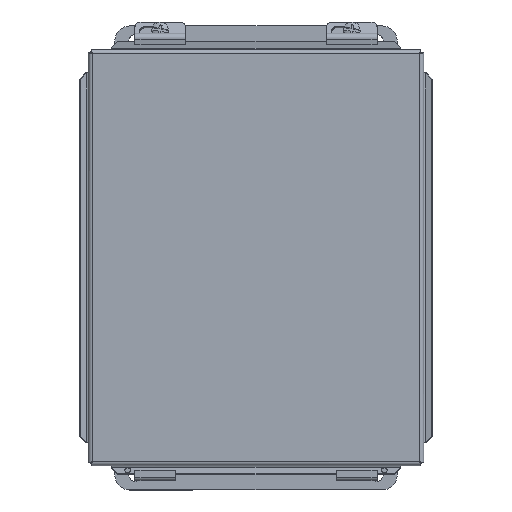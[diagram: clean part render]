
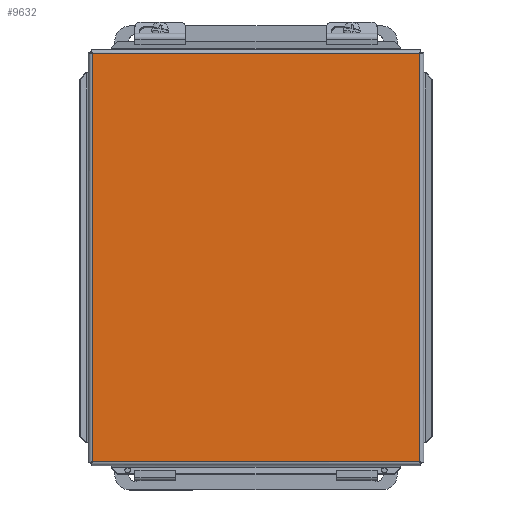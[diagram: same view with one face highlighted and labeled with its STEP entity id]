
A CAD part, top view. The second image highlights one B-rep face of the part: STEP entity #9632.
In plain terms, the highlighted face is planar.
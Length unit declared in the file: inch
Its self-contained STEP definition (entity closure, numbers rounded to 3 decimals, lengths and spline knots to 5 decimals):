
#8951=CARTESIAN_POINT('',(8.21675,0.09325,0.));
#8952=VERTEX_POINT('',#8951);
#8963=CARTESIAN_POINT('',(8.21675,10.21675,0.0));
#8964=VERTEX_POINT('',#8963);
#8965=CARTESIAN_POINT('',(8.21675,10.21675,0.0));
#8966=DIRECTION('',(0.0,-1.0,0.0));
#8967=VECTOR('',#8966,10.1235);
#8968=LINE('',#8965,#8967);
#8969=EDGE_CURVE('',#8964,#8952,#8968,.T.);
#9129=CARTESIAN_POINT('',(0.09325,0.09325,0.0));
#9130=VERTEX_POINT('',#9129);
#9141=CARTESIAN_POINT('',(8.21675,0.09325,0.0));
#9142=DIRECTION('',(-1.0,0.0,0.0));
#9143=VECTOR('',#9142,8.1235);
#9144=LINE('',#9141,#9143);
#9145=EDGE_CURVE('',#8952,#9130,#9144,.T.);
#9298=CARTESIAN_POINT('',(0.09325,10.21675,0.0));
#9299=VERTEX_POINT('',#9298);
#9310=CARTESIAN_POINT('',(0.09325,0.09325,0.0));
#9311=DIRECTION('',(0.0,1.0,0.0));
#9312=VECTOR('',#9311,10.1235);
#9313=LINE('',#9310,#9312);
#9314=EDGE_CURVE('',#9130,#9299,#9313,.T.);
#9477=CARTESIAN_POINT('',(0.09325,10.21675,0.0));
#9478=DIRECTION('',(1.0,0.0,0.0));
#9479=VECTOR('',#9478,8.1235);
#9480=LINE('',#9477,#9479);
#9481=EDGE_CURVE('',#9299,#8964,#9480,.T.);
#9621=CARTESIAN_POINT('',(4.155,5.155,0.0));
#9622=DIRECTION('',(0.0,0.0,1.0));
#9623=DIRECTION('',(1.0,0.0,0.0));
#9624=AXIS2_PLACEMENT_3D('',#9621,#9622,#9623);
#9625=PLANE('',#9624);
#9626=ORIENTED_EDGE('',*,*,#8969,.T.);
#9627=ORIENTED_EDGE('',*,*,#9145,.T.);
#9628=ORIENTED_EDGE('',*,*,#9314,.T.);
#9629=ORIENTED_EDGE('',*,*,#9481,.T.);
#9630=EDGE_LOOP('',(#9626,#9627,#9628,#9629));
#9631=FACE_OUTER_BOUND('',#9630,.T.);
#9632=ADVANCED_FACE('',(#9631),#9625,.F.);
